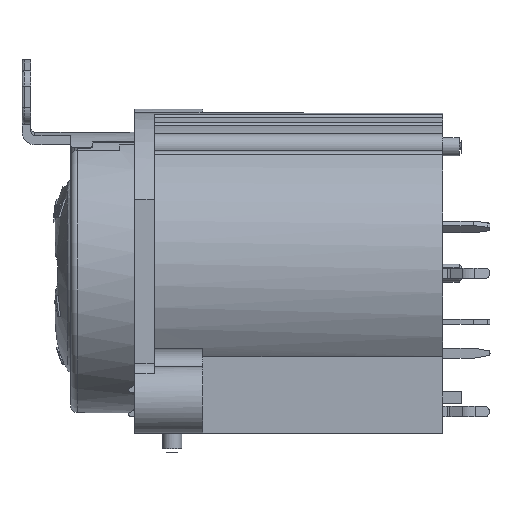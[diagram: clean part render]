
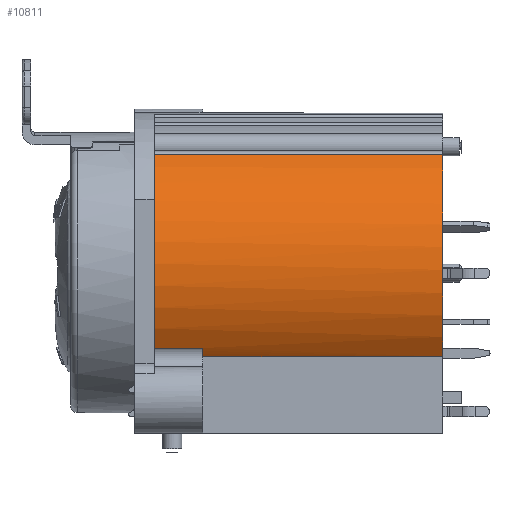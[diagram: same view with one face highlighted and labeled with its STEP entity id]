
A CAD part, left-side view. The second image highlights one B-rep face of the part: STEP entity #10811.
In plain terms, the highlighted cylindrical face has radius 10.9 mm (diameter 21.8 mm), a partial arc.
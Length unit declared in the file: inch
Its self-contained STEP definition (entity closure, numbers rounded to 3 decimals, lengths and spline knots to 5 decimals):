
#1483=FACE_OUTER_BOUND('',#2102,.T.);
#2102=EDGE_LOOP('',(#9241,#9242,#9243,#9244,#9245,#9246));
#2240=CIRCLE('',#11107,0.42913);
#2282=CIRCLE('',#11174,0.42913);
#2378=CIRCLE('',#11451,0.42913);
#2698=LINE('',#15248,#3520);
#2754=LINE('',#15422,#3576);
#3019=LINE('',#20328,#3841);
#3520=VECTOR('',#12264,0.3937);
#3576=VECTOR('',#12400,0.3937);
#3841=VECTOR('',#13091,0.3937);
#4356=VERTEX_POINT('',#15241);
#4359=VERTEX_POINT('',#15246);
#4374=VERTEX_POINT('',#15287);
#4375=VERTEX_POINT('',#15289);
#4437=VERTEX_POINT('',#15420);
#4883=VERTEX_POINT('',#20327);
#5462=EDGE_CURVE('',#4356,#4359,#2698,.T.);
#5480=EDGE_CURVE('',#4374,#4375,#2240,.T.);
#5547=EDGE_CURVE('',#4437,#4374,#2754,.T.);
#5611=EDGE_CURVE('',#4437,#4356,#2282,.T.);
#6241=EDGE_CURVE('',#4883,#4375,#3019,.T.);
#6390=EDGE_CURVE('',#4359,#4883,#2378,.T.);
#9241=ORIENTED_EDGE('',*,*,#6241,.T.);
#9242=ORIENTED_EDGE('',*,*,#5480,.F.);
#9243=ORIENTED_EDGE('',*,*,#5547,.F.);
#9244=ORIENTED_EDGE('',*,*,#5611,.T.);
#9245=ORIENTED_EDGE('',*,*,#5462,.T.);
#9246=ORIENTED_EDGE('',*,*,#6390,.T.);
#9681=CYLINDRICAL_SURFACE('',#11517,0.42913);
#10811=ADVANCED_FACE('',(#1483),#9681,.T.);
#11107=AXIS2_PLACEMENT_3D('',#15290,#12308,#12309);
#11174=AXIS2_PLACEMENT_3D('',#15561,#12530,#12531);
#11451=AXIS2_PLACEMENT_3D('',#20627,#13413,#13414);
#11517=AXIS2_PLACEMENT_3D('',#20802,#13611,#13612);
#12264=DIRECTION('',(0.,-1.,0.));
#12308=DIRECTION('center_axis',(0.,-1.,0.));
#12309=DIRECTION('ref_axis',(-0.525,0.,0.851));
#12400=DIRECTION('',(0.,-1.,0.));
#12530=DIRECTION('center_axis',(0.,-1.,0.));
#12531=DIRECTION('ref_axis',(-1.,0.,0.));
#13091=DIRECTION('',(0.,-1.,0.));
#13413=DIRECTION('center_axis',(0.,-1.,0.));
#13414=DIRECTION('ref_axis',(-1.,0.,0.));
#13611=DIRECTION('center_axis',(0.,-1.,0.));
#13612=DIRECTION('ref_axis',(-1.,0.,0.));
#15241=CARTESIAN_POINT('',(-0.34231,-0.18876,0.36535));
#15246=CARTESIAN_POINT('',(-0.34231,-0.33837,0.36535));
#15248=CARTESIAN_POINT('',(-0.34231,-0.05097,0.36535));
#15287=CARTESIAN_POINT('',(-0.20525,-1.07431,0.96049));
#15289=CARTESIAN_POINT('',(-0.32444,-1.07431,0.33935));
#15290=CARTESIAN_POINT('Origin',(0.02005,-1.07431,0.59525));
#15420=CARTESIAN_POINT('',(-0.20525,-0.18876,0.96049));
#15422=CARTESIAN_POINT('',(-0.20525,-0.05097,0.96049));
#15561=CARTESIAN_POINT('Origin',(0.02005,-0.18876,
0.59525));
#20327=CARTESIAN_POINT('',(-0.32444,-0.33837,0.33935));
#20328=CARTESIAN_POINT('',(-0.32444,-0.05097,0.33935));
#20627=CARTESIAN_POINT('Origin',(0.02005,-0.33837,0.59525));
#20802=CARTESIAN_POINT('Origin',(0.02005,-0.05097,
0.59525));
